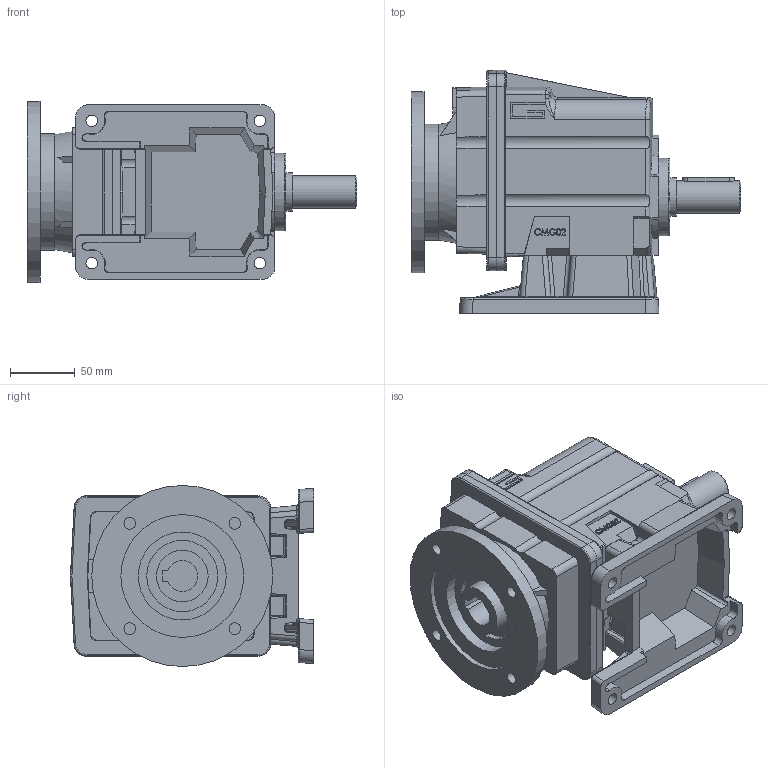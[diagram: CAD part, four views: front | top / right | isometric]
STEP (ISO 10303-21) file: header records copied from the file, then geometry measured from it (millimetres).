
FILE_DESCRIPTION( ( 'Unknown' ), '1' );
FILE_NAME( '2FA493F783ECA0526F7B7F35C35F72.3d.stp', 'Unknown', ( 'Unknown' ), ( 'Unknown' ), 'PSStep 10.1', 'Unknown', ' ' );
FILE_SCHEMA( ( 'AUTOMOTIVE_DESIGN { 1 0 10303 214 1 1 1 1 }' ) );
Length unit declared in the file: millimetre
Products named in the file (1): G0201
Bounding box: 255 x 188 x 140 mm (x, y, z)
Volume: 2471439.3 mm3; surface area: 218673.5 mm2
Topology: 1 solids, 9 shells, 664 faces, 1711 edges, 1088 vertices
Faces by surface type: plane 344, cylinder 163, bspline 50, cone 48, extrusion 33, torus 18, sphere 8
Full cylindrical faces by diameter (mm): 6 x2, 6.647 x1, 9 x8, 25 x1, 30 x1, 40 x1, 52 x1, 55 x1, 60 x1, 68 x1, 90 x1, 95 x1, 140 x1
Entity records: 31206 total; most frequent: CARTESIAN_POINT 10158, ORIENTED_EDGE 3252, DIRECTION 3200, EDGE_CURVE 1626, AXIS2_PLACEMENT_3D 1094, VERTEX_POINT 1063, VECTOR 1012, LINE 979
